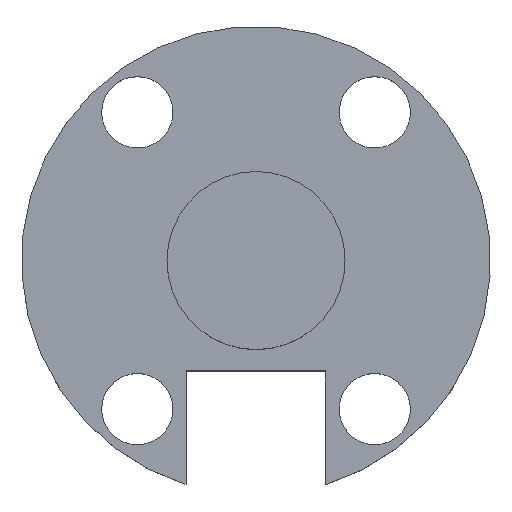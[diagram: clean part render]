
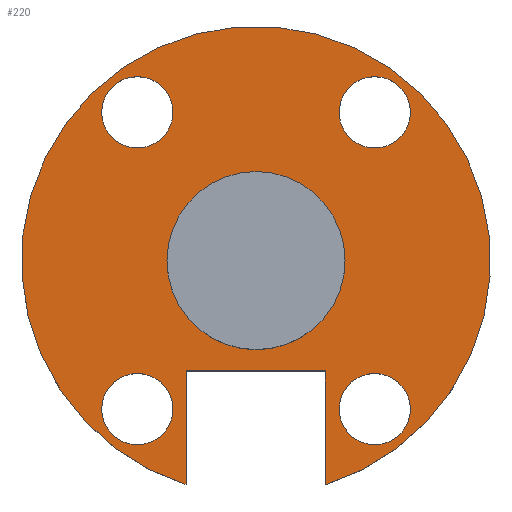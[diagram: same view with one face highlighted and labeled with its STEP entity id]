
A CAD part, top view. The second image highlights one B-rep face of the part: STEP entity #220.
In plain terms, the highlighted planar face has unit normal (0, 0, 1).
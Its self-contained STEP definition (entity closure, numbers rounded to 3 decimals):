
#15=FACE_BOUND('',#53,.T.);
#16=FACE_BOUND('',#54,.T.);
#17=FACE_BOUND('',#55,.T.);
#18=FACE_BOUND('',#56,.T.);
#19=FACE_BOUND('',#57,.T.);
#28=PLANE('',#258);
#40=FACE_OUTER_BOUND('',#52,.T.);
#52=EDGE_LOOP('',(#187,#188,#189,#190));
#53=EDGE_LOOP('',(#191));
#54=EDGE_LOOP('',(#192));
#55=EDGE_LOOP('',(#193));
#56=EDGE_LOOP('',(#194));
#57=EDGE_LOOP('',(#195));
#70=LINE('',#364,#85);
#73=LINE('',#370,#88);
#77=LINE('',#380,#92);
#85=VECTOR('',#303,10.);
#88=VECTOR('',#308,10.);
#92=VECTOR('',#320,10.);
#94=CIRCLE('',#238,15.);
#95=CIRCLE('',#241,6.);
#97=CIRCLE('',#244,6.);
#99=CIRCLE('',#247,6.);
#101=CIRCLE('',#250,6.);
#104=CIRCLE('',#256,39.5);
#106=VERTEX_POINT('',#329);
#107=VERTEX_POINT('',#334);
#109=VERTEX_POINT('',#340);
#111=VERTEX_POINT('',#346);
#113=VERTEX_POINT('',#352);
#117=VERTEX_POINT('',#361);
#118=VERTEX_POINT('',#363);
#120=VERTEX_POINT('',#369);
#122=VERTEX_POINT('',#375);
#125=EDGE_CURVE('',#106,#106,#94,.T.);
#126=EDGE_CURVE('',#107,#107,#95,.T.);
#129=EDGE_CURVE('',#109,#109,#97,.T.);
#132=EDGE_CURVE('',#111,#111,#99,.T.);
#135=EDGE_CURVE('',#113,#113,#101,.T.);
#140=EDGE_CURVE('',#118,#117,#70,.T.);
#143=EDGE_CURVE('',#120,#118,#73,.T.);
#146=EDGE_CURVE('',#122,#120,#104,.T.);
#149=EDGE_CURVE('',#117,#122,#77,.T.);
#187=ORIENTED_EDGE('',*,*,#149,.T.);
#188=ORIENTED_EDGE('',*,*,#146,.T.);
#189=ORIENTED_EDGE('',*,*,#143,.T.);
#190=ORIENTED_EDGE('',*,*,#140,.T.);
#191=ORIENTED_EDGE('',*,*,#125,.T.);
#192=ORIENTED_EDGE('',*,*,#135,.T.);
#193=ORIENTED_EDGE('',*,*,#132,.T.);
#194=ORIENTED_EDGE('',*,*,#129,.T.);
#195=ORIENTED_EDGE('',*,*,#126,.T.);
#220=ADVANCED_FACE('',(#40,#15,#16,#17,#18,#19),#28,.T.);
#238=AXIS2_PLACEMENT_3D('',#331,#267,#268);
#241=AXIS2_PLACEMENT_3D('',#335,#273,#274);
#244=AXIS2_PLACEMENT_3D('',#341,#280,#281);
#247=AXIS2_PLACEMENT_3D('',#347,#287,#288);
#250=AXIS2_PLACEMENT_3D('',#353,#294,#295);
#256=AXIS2_PLACEMENT_3D('',#376,#314,#315);
#258=AXIS2_PLACEMENT_3D('',#381,#321,#322);
#267=DIRECTION('center_axis',(0.,0.,-1.));
#268=DIRECTION('ref_axis',(1.,0.,0.));
#273=DIRECTION('center_axis',(0.,0.,-1.));
#274=DIRECTION('ref_axis',(1.,0.,0.));
#280=DIRECTION('center_axis',(0.,0.,-1.));
#281=DIRECTION('ref_axis',(1.,0.,0.));
#287=DIRECTION('center_axis',(0.,0.,-1.));
#288=DIRECTION('ref_axis',(1.,0.,0.));
#294=DIRECTION('center_axis',(0.,0.,-1.));
#295=DIRECTION('ref_axis',(1.,0.,0.));
#303=DIRECTION('',(1.,0.,0.));
#308=DIRECTION('',(0.,1.,0.));
#314=DIRECTION('center_axis',(0.,0.,1.));
#315=DIRECTION('ref_axis',(1.,0.,0.));
#320=DIRECTION('',(0.,-1.,0.));
#321=DIRECTION('center_axis',(0.,0.,1.));
#322=DIRECTION('ref_axis',(1.,0.,0.));
#329=CARTESIAN_POINT('',(-15.,0.,10.));
#331=CARTESIAN_POINT('Origin',(0.,0.,10.));
#334=CARTESIAN_POINT('',(14.,-25.,10.));
#335=CARTESIAN_POINT('Origin',(20.,-25.,10.));
#340=CARTESIAN_POINT('',(-26.,-25.,10.));
#341=CARTESIAN_POINT('Origin',(-20.,-25.,10.));
#346=CARTESIAN_POINT('',(14.,25.,10.));
#347=CARTESIAN_POINT('Origin',(20.,25.,10.));
#352=CARTESIAN_POINT('',(-26.,25.,10.));
#353=CARTESIAN_POINT('Origin',(-20.,25.,10.));
#361=CARTESIAN_POINT('',(11.618,-18.563,10.));
#363=CARTESIAN_POINT('',(-11.797,-18.563,10.));
#364=CARTESIAN_POINT('',(-11.797,-18.563,10.));
#369=CARTESIAN_POINT('',(-11.797,-37.697,10.));
#370=CARTESIAN_POINT('',(-11.797,-37.697,10.));
#375=CARTESIAN_POINT('',(11.618,-37.753,10.));
#376=CARTESIAN_POINT('Origin',(0.,0.,10.));
#380=CARTESIAN_POINT('',(11.618,-18.563,10.));
#381=CARTESIAN_POINT('Origin',(0.,0.874,10.));
